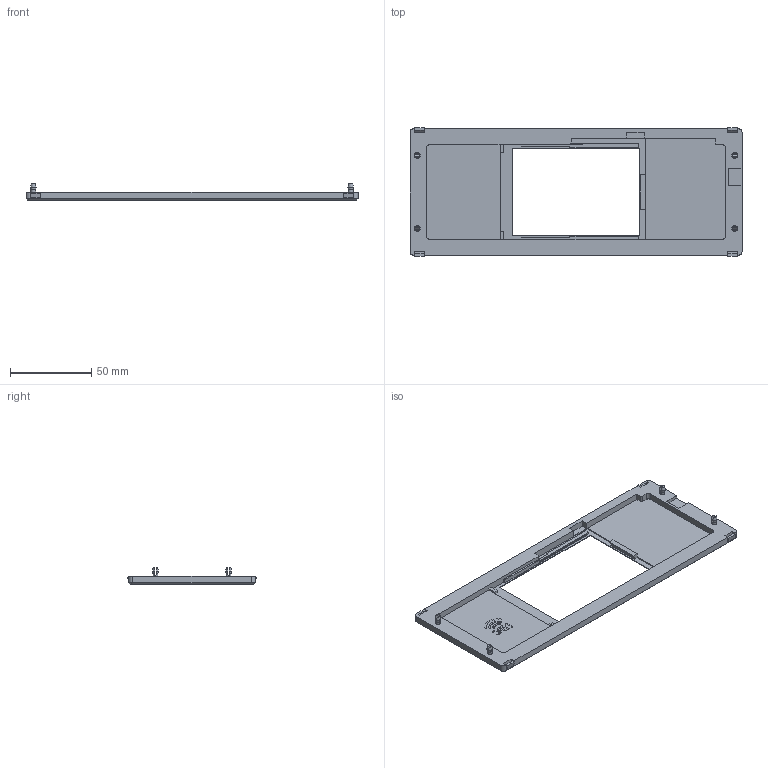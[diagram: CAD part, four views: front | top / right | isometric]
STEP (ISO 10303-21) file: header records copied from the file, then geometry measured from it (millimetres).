
FILE_DESCRIPTION(/* description */ (''),/* implementation_level */ '2;1');
FILE_NAME(/* name */ 'faceplate.step',/* time_stamp */ '2025-05-08T15:31:37+02:00',/* author */ (''),/* organization */ (''),/* preprocessor_version */ 'ST-DEVELOPER v20.1',/* originating_system */ 'Autodesk Translation Framework v14.4.0.0',/* authorisation */ '');
FILE_SCHEMA (('AUTOMOTIVE_DESIGN { 1 0 10303 214 3 1 1 }'));
Length unit declared in the file: millimetre
Products named in the file (1): faceplate_klick
Bounding box: 204 x 79 x 10.3 mm (x, y, z)
Volume: 30503.8 mm3; surface area: 29541.9 mm2
Topology: 7 solids, 7 shells, 364 faces, 977 edges, 638 vertices
Faces by surface type: plane 178, bspline 152, cone 20, cylinder 14
Full cylindrical faces by diameter (mm): 3.1 x4
Entity records: 11601 total; most frequent: CARTESIAN_POINT 4020, ORIENTED_EDGE 1954, DIRECTION 1136, EDGE_CURVE 977, VERTEX_POINT 638, LINE 572, VECTOR 572, EDGE_LOOP 377
